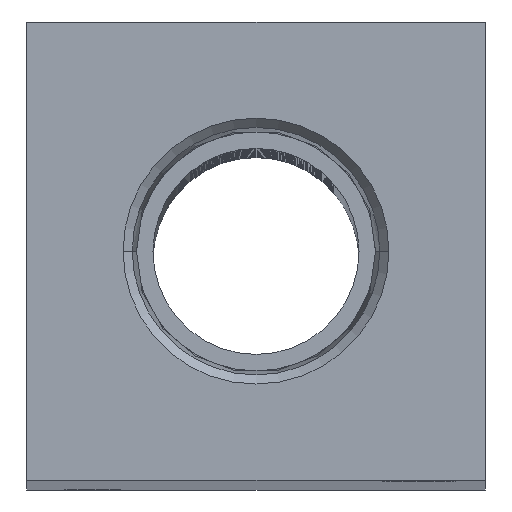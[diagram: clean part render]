
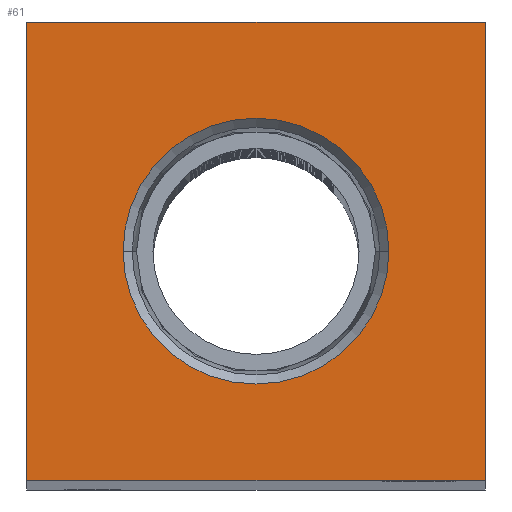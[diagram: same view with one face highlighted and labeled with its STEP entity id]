
A CAD part, top view. The second image highlights one B-rep face of the part: STEP entity #61.
In plain terms, the highlighted planar face has unit normal (0, 0, 1).
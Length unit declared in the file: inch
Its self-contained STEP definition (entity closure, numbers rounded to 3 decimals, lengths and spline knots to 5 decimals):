
#61 = ADVANCED_FACE ( 'NONE', ( #3962, #283 ), #2632, .T. ) ;
#133 = VERTEX_POINT ( 'NONE', #1774 ) ;
#157 = CIRCLE ( 'NONE', #3308, 0.3626 ) ;
#203 = VECTOR ( 'NONE', #1967, 39.37008 ) ;
#216 = VECTOR ( 'NONE', #3801, 39.37008 ) ;
#283 = FACE_OUTER_BOUND ( 'NONE', #2024, .T. ) ;
#382 = VECTOR ( 'NONE', #4230, 39.37008 ) ;
#541 = CARTESIAN_POINT ( 'NONE',  ( 0., 0., 7.625 ) ) ;
#669 = VECTOR ( 'NONE', #840, 39.37008 ) ;
#840 = DIRECTION ( 'NONE',  ( 1., 0., 0. ) ) ;
#910 = CARTESIAN_POINT ( 'NONE',  ( 0.625, -0.625, 7.625 ) ) ;
#911 = DIRECTION ( 'NONE',  ( 1., 0., 0. ) ) ;
#1156 = DIRECTION ( 'NONE',  ( 0., 0., 1. ) ) ;
#1177 = LINE ( 'NONE', #4057, #203 ) ;
#1186 = CARTESIAN_POINT ( 'NONE',  ( 0., 0., 7.625 ) ) ;
#1393 = EDGE_LOOP ( 'NONE', ( #1789, #2120 ) ) ;
#1534 = EDGE_CURVE ( 'NONE', #4518, #1725, #2154, .T. ) ;
#1605 = CARTESIAN_POINT ( 'NONE',  ( -0.3626, 0., 7.625 ) ) ;
#1723 = VERTEX_POINT ( 'NONE', #4030 ) ;
#1725 = VERTEX_POINT ( 'NONE', #3986 ) ;
#1774 = CARTESIAN_POINT ( 'NONE',  ( 0.625, 0.625, 7.625 ) ) ;
#1789 = ORIENTED_EDGE ( 'NONE', *, *, #2000, .F. ) ;
#1967 = DIRECTION ( 'NONE',  ( 0., 1., 0. ) ) ;
#2000 = EDGE_CURVE ( 'NONE', #1723, #4032, #157, .T. ) ;
#2024 = EDGE_LOOP ( 'NONE', ( #3729, #4044, #2071, #2299 ) ) ;
#2037 = EDGE_CURVE ( 'NONE', #1725, #3912, #4415, .T. ) ;
#2071 = ORIENTED_EDGE ( 'NONE', *, *, #3528, .T. ) ;
#2120 = ORIENTED_EDGE ( 'NONE', *, *, #4361, .F. ) ;
#2154 = LINE ( 'NONE', #3877, #216 ) ;
#2299 = ORIENTED_EDGE ( 'NONE', *, *, #3810, .T. ) ;
#2311 = CIRCLE ( 'NONE', #2960, 0.3626 ) ;
#2516 = DIRECTION ( 'NONE',  ( 0., 0., 1. ) ) ;
#2539 = DIRECTION ( 'NONE',  ( 1., 0., 0. ) ) ;
#2561 = AXIS2_PLACEMENT_3D ( 'NONE', #2577, #2516, #2539 ) ;
#2577 = CARTESIAN_POINT ( 'NONE',  ( 0., 0., 7.625 ) ) ;
#2632 = PLANE ( 'NONE',  #2561 ) ;
#2960 = AXIS2_PLACEMENT_3D ( 'NONE', #541, #3086, #911 ) ;
#3086 = DIRECTION ( 'NONE',  ( 0., 0., 1. ) ) ;
#3269 = LINE ( 'NONE', #3589, #382 ) ;
#3308 = AXIS2_PLACEMENT_3D ( 'NONE', #1186, #1156, #3757 ) ;
#3528 = EDGE_CURVE ( 'NONE', #3912, #133, #1177, .T. ) ;
#3589 = CARTESIAN_POINT ( 'NONE',  ( 0.625, 0.625, 7.625 ) ) ;
#3729 = ORIENTED_EDGE ( 'NONE', *, *, #1534, .T. ) ;
#3757 = DIRECTION ( 'NONE',  ( 1., 0., 0. ) ) ;
#3801 = DIRECTION ( 'NONE',  ( 0., -1., 0. ) ) ;
#3810 = EDGE_CURVE ( 'NONE', #133, #4518, #3269, .T. ) ;
#3877 = CARTESIAN_POINT ( 'NONE',  ( -0.625, -0.625, 7.625 ) ) ;
#3912 = VERTEX_POINT ( 'NONE', #4302 ) ;
#3962 = FACE_BOUND ( 'NONE', #1393, .T. ) ;
#3986 = CARTESIAN_POINT ( 'NONE',  ( -0.625, -0.625, 7.625 ) ) ;
#4030 = CARTESIAN_POINT ( 'NONE',  ( 0.3626, 0., 7.625 ) ) ;
#4032 = VERTEX_POINT ( 'NONE', #1605 ) ;
#4044 = ORIENTED_EDGE ( 'NONE', *, *, #2037, .T. ) ;
#4057 = CARTESIAN_POINT ( 'NONE',  ( 0.625, -0.625, 7.625 ) ) ;
#4116 = CARTESIAN_POINT ( 'NONE',  ( -0.625, 0.625, 7.625 ) ) ;
#4230 = DIRECTION ( 'NONE',  ( -1., 0., 0. ) ) ;
#4302 = CARTESIAN_POINT ( 'NONE',  ( 0.625, -0.625, 7.625 ) ) ;
#4361 = EDGE_CURVE ( 'NONE', #4032, #1723, #2311, .T. ) ;
#4415 = LINE ( 'NONE', #910, #669 ) ;
#4518 = VERTEX_POINT ( 'NONE', #4116 ) ;
